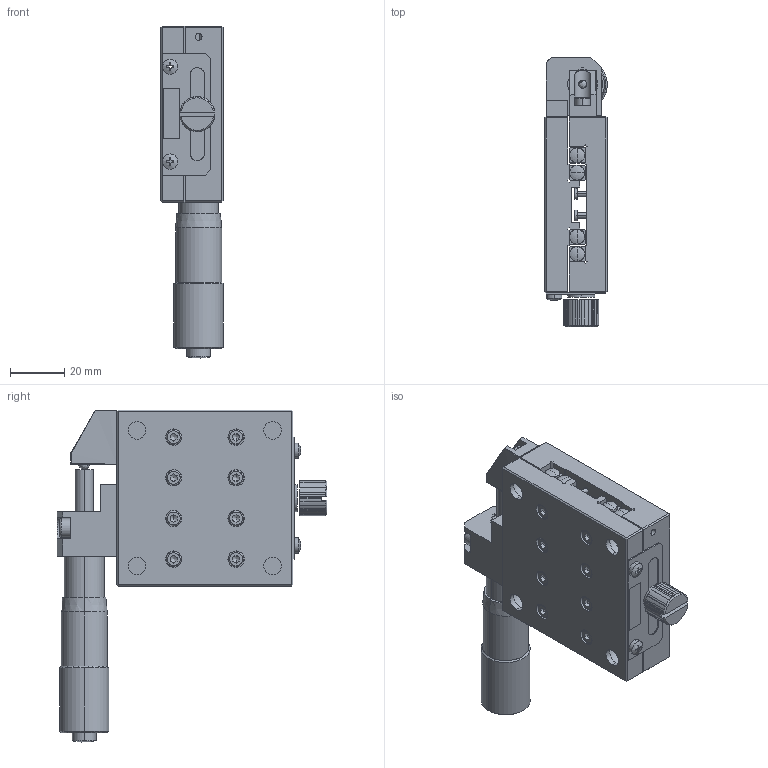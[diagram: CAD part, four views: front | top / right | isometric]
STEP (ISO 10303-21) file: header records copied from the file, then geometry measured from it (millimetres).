
FILE_DESCRIPTION (( 'STEP AP203' ), '1' );
FILE_NAME ('516416.STEP', '2025-07-09T01:37:20', ( '' ), ( '' ), 'SwSTEP 2.0', 'SolidWorks 2020', '' );
FILE_SCHEMA (( 'CONFIG_CONTROL_DESIGN' ));
Length unit declared in the file: millimetre
Products named in the file (1): 516416
Bounding box: 23.1 x 99.5 x 122.46 mm (x, y, z)
Surface area: 42549.2 mm2 (no closed solid volume)
Topology: 0 solids, 83 shells, 758 faces, 2272 edges, 1550 vertices
Faces by surface type: plane 416, cylinder 185, cone 94, bspline 47, torus 16
Entity records: 30904 total; most frequent: CARTESIAN_POINT 11441, ORIENTED_EDGE 3809, DIRECTION 3794, EDGE_CURVE 2215, VERTEX_POINT 1548, AXIS2_PLACEMENT_3D 1296, LINE 1202, VECTOR 1202
